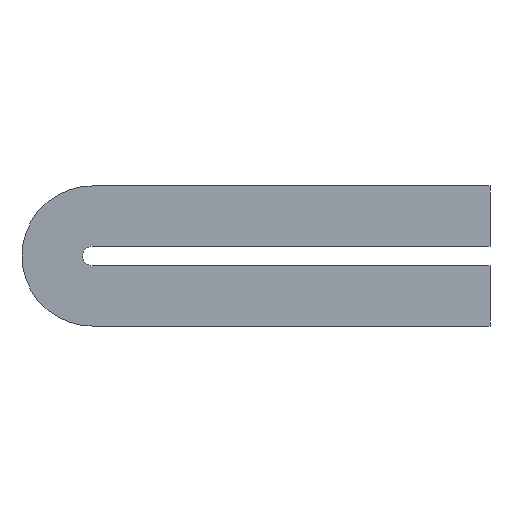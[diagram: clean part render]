
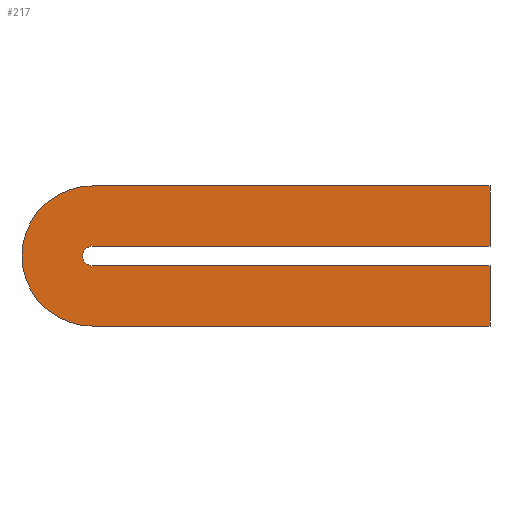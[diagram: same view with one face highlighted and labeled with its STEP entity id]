
A CAD part, left-side view. The second image highlights one B-rep face of the part: STEP entity #217.
In plain terms, the highlighted planar face has unit normal (-1, 0, 0).
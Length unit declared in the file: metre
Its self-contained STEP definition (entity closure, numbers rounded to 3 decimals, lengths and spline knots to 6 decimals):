
#13=CIRCLE('',#242,0.003);
#16=CIRCLE('',#246,0.022);
#41=ORIENTED_EDGE('',*,*,#95,.F.);
#42=ORIENTED_EDGE('',*,*,#96,.F.);
#43=ORIENTED_EDGE('',*,*,#97,.T.);
#44=ORIENTED_EDGE('',*,*,#89,.T.);
#45=ORIENTED_EDGE('',*,*,#81,.T.);
#46=ORIENTED_EDGE('',*,*,#98,.T.);
#47=ORIENTED_EDGE('',*,*,#87,.F.);
#48=ORIENTED_EDGE('',*,*,#94,.F.);
#81=EDGE_CURVE('',#109,#110,#129,.T.);
#87=EDGE_CURVE('',#115,#116,#135,.T.);
#89=EDGE_CURVE('',#117,#109,#13,.T.);
#94=EDGE_CURVE('',#120,#115,#16,.T.);
#95=EDGE_CURVE('',#121,#120,#139,.T.);
#96=EDGE_CURVE('',#122,#121,#140,.T.);
#97=EDGE_CURVE('',#122,#117,#141,.T.);
#98=EDGE_CURVE('',#110,#116,#142,.T.);
#109=VERTEX_POINT('',#327);
#110=VERTEX_POINT('',#328);
#115=VERTEX_POINT('',#339);
#116=VERTEX_POINT('',#341);
#117=VERTEX_POINT('',#345);
#120=VERTEX_POINT('',#353);
#121=VERTEX_POINT('',#357);
#122=VERTEX_POINT('',#359);
#129=LINE('',#326,#149);
#135=LINE('',#340,#155);
#139=LINE('',#356,#159);
#140=LINE('',#358,#160);
#141=LINE('',#360,#161);
#142=LINE('',#361,#162);
#149=VECTOR('',#264,1.);
#155=VECTOR('',#272,1.);
#159=VECTOR('',#290,1.);
#160=VECTOR('',#291,1.);
#161=VECTOR('',#292,1.);
#162=VECTOR('',#293,1.);
#173=EDGE_LOOP('',(#41,#42,#43,#44,#45,#46,#47,#48));
#191=FACE_BOUND('',#173,.T.);
#207=PLANE('',#247);
#217=ADVANCED_FACE('',(#191),#207,.F.);
#242=AXIS2_PLACEMENT_3D('',#344,#276,#277);
#246=AXIS2_PLACEMENT_3D('',#354,#286,#287);
#247=AXIS2_PLACEMENT_3D('',#355,#288,#289);
#264=DIRECTION('',(0.,-1.,0.));
#272=DIRECTION('',(0.,-1.,0.));
#276=DIRECTION('',(1.,0.,0.));
#277=DIRECTION('',(0.,0.,-1.));
#286=DIRECTION('',(1.,0.,0.));
#287=DIRECTION('',(0.,0.,-1.));
#288=DIRECTION('',(1.,0.,0.));
#289=DIRECTION('',(0.,0.,-1.));
#290=DIRECTION('',(0.,1.,0.));
#291=DIRECTION('',(0.,0.,-1.));
#292=DIRECTION('',(0.,1.,0.));
#293=DIRECTION('',(0.,0.,1.));
#326=CARTESIAN_POINT('',(-0.0095,0.125,0.0155));
#327=CARTESIAN_POINT('',(-0.0095,0.125,0.0155));
#328=CARTESIAN_POINT('',(-0.0095,0.,0.0155));
#339=CARTESIAN_POINT('',(-0.0095,0.125,0.0345));
#340=CARTESIAN_POINT('',(-0.0095,0.125,0.0345));
#341=CARTESIAN_POINT('',(-0.0095,0.,0.0345));
#344=CARTESIAN_POINT('',(-0.0095,0.125,0.0125));
#345=CARTESIAN_POINT('',(-0.0095,0.125,0.0095));
#353=CARTESIAN_POINT('',(-0.0095,0.125,-0.0095));
#354=CARTESIAN_POINT('',(-0.0095,0.125,0.0125));
#355=CARTESIAN_POINT('',(-0.0095,0.,0.));
#356=CARTESIAN_POINT('',(-0.0095,0.,-0.0095));
#357=CARTESIAN_POINT('',(-0.0095,0.,-0.0095));
#358=CARTESIAN_POINT('',(-0.0095,0.,0.));
#359=CARTESIAN_POINT('',(-0.0095,0.,0.0095));
#360=CARTESIAN_POINT('',(-0.0095,0.,0.0095));
#361=CARTESIAN_POINT('',(-0.0095,0.,0.025));
